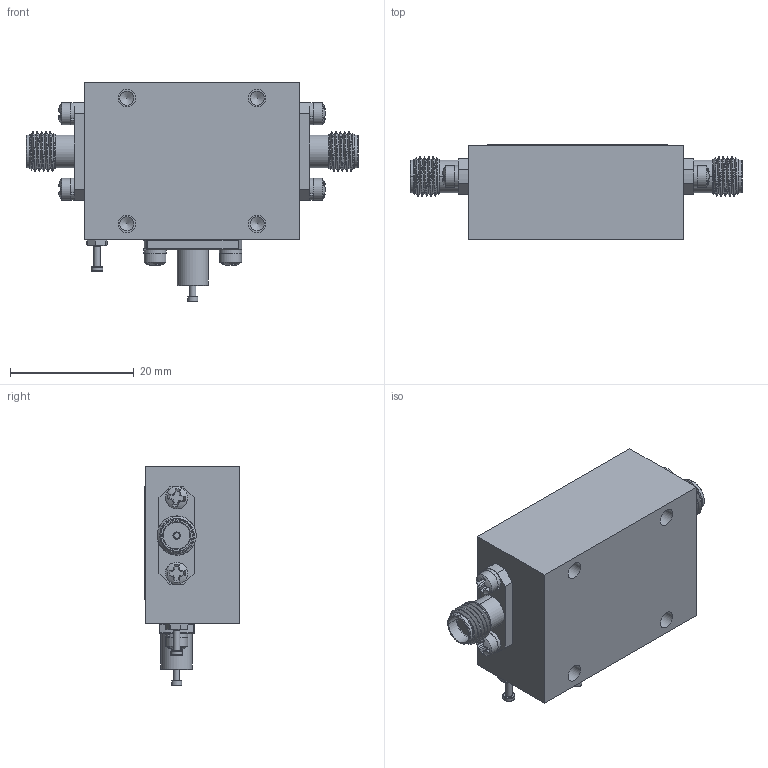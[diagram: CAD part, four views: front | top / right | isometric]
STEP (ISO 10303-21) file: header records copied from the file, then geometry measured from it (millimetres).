
FILE_DESCRIPTION (( 'STEP AP214' ), '1' );
FILE_NAME ('PEC-30-500M40G-20-12-292FF-OPT250M.STEP', '2025-01-10T18:53:42', ( '' ), ( '' ), 'SwSTEP 2.0', 'SolidWorks 2024', '' );
FILE_SCHEMA (( 'AUTOMOTIVE_DESIGN' ));
Length unit declared in the file: inch
Products named in the file (1): PEC-30-500M40G-20-12-292FF-OPT250M
Bounding box: 53.7 x 15.34 x 35.43 mm (x, y, z)
Volume: 14407 mm3; surface area: 7013.7 mm2
Topology: 27 solids, 27 shells, 751 faces, 2892 edges, 2377 vertices
Faces by surface type: plane 434, cylinder 154, cone 80, sphere 38, torus 27, bspline 18
Full cylindrical faces by diameter (mm): 0.381 x1, 0.635 x1, 1.016 x1, 1.067 x1, 1.651 x1, 1.93 x1, 2.184 x7, 2.261 x4, 2.692 x2, 2.845 x4, 3.302 x1, 3.556 x6, 4.826 x1, 5.08 x1
Entity records: 49420 total; most frequent: CARTESIAN_POINT 16023, ORIENTED_EDGE 5596, DIRECTION 4083, EDGE_CURVE 2798, VERTEX_POINT 2364, VECTOR 1417, LINE 1417, AXIS2_PLACEMENT_3D 1333
